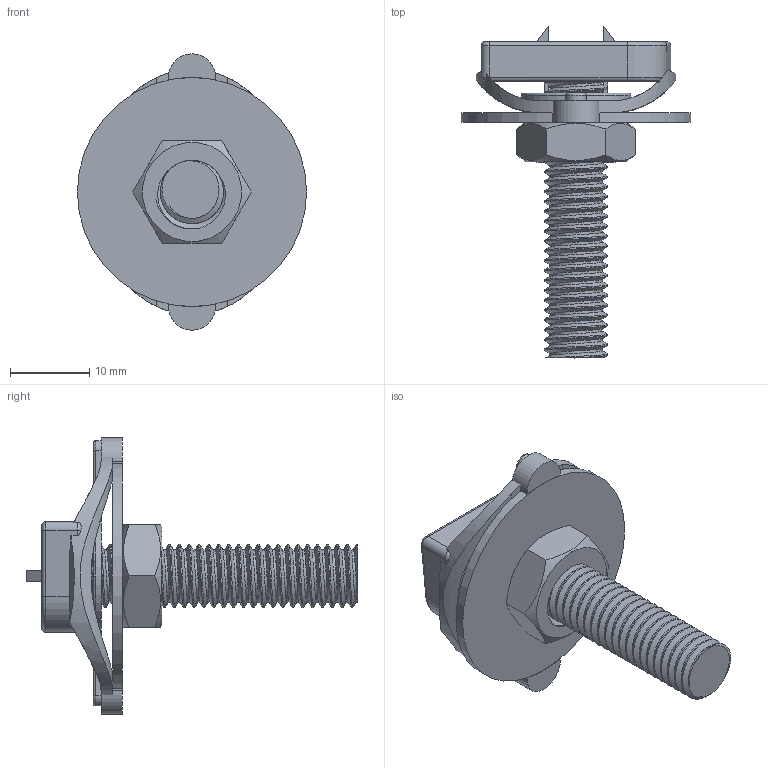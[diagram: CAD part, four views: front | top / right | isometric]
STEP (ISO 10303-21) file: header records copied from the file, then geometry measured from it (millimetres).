
FILE_DESCRIPTION (( 'STEP AP203' ), '1' );
FILE_NAME ('3D-R6460_M8x40_173482620.STEP', '2024-08-29T08:01:45', ( '' ), ( '' ), 'SwSTEP 2.0', 'SolidWorks 2024', '' );
FILE_SCHEMA (( 'CONFIG_CONTROL_DESIGN' ));
Length unit declared in the file: millimetre
Products named in the file (1): 3D-R6460_M8x40_173482620
Bounding box: 29 x 42 x 34.96 mm (x, y, z)
Volume: 4483.2 mm3; surface area: 5631.3 mm2
Topology: 7 solids, 7 shells, 220 faces, 633 edges, 411 vertices
Faces by surface type: cylinder 128, plane 60, torus 15, bspline 13, cone 4
Entity records: 21283 total; most frequent: CARTESIAN_POINT 16110, ORIENTED_EDGE 1266, DIRECTION 835, EDGE_CURVE 633, VERTEX_POINT 411, AXIS2_PLACEMENT_3D 297, LINE 241, VECTOR 241
